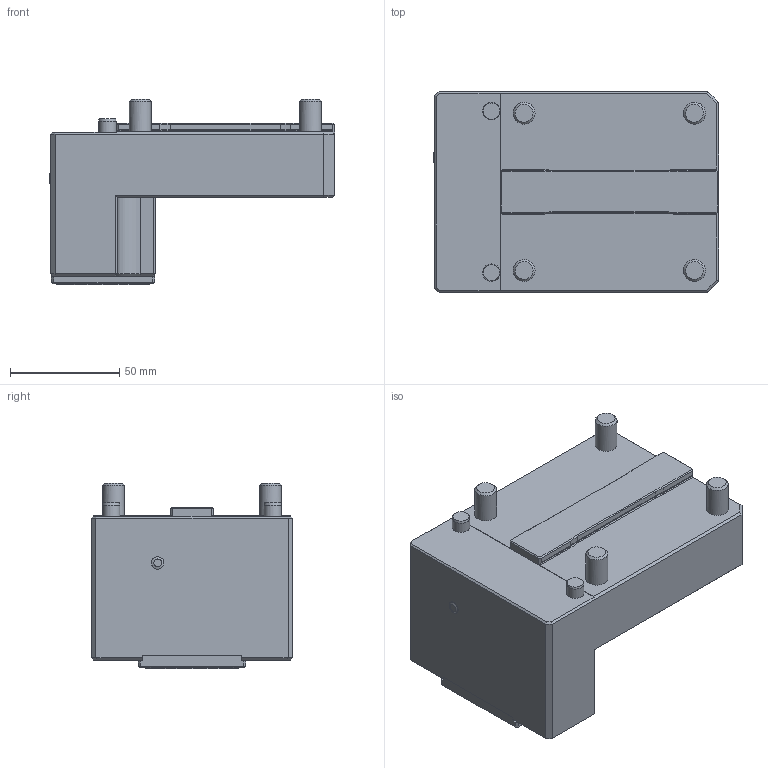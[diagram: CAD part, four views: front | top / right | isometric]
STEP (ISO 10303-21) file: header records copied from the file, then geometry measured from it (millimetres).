
FILE_DESCRIPTION(/* description */ (''),/* implementation_level */ '2;1');
FILE_NAME(/* name */ '1612449794344.stp',/* time_stamp */ '2021-02-04T20:13:33+06:00',/* author */ (''),/* organization */ ('SMS'),/* preprocessor_version */ 'ST-DEVELOPER v16.7',/* originating_system */ 'SIEMENS PLM Software NX 12.0',/* authorisation */ '');
FILE_SCHEMA (('AUTOMOTIVE_DESIGN { 1 0 10303 214 3 1 1 1 }'));
Length unit declared in the file: millimetre
Products named in the file (1): 203358596mod000_00
Bounding box: 130.53 x 92 x 84.96 mm (x, y, z)
Volume: 501155.8 mm3; surface area: 53839.9 mm2
Topology: 1 solids, 1 shells, 192 faces, 471 edges, 292 vertices
Faces by surface type: plane 128, cylinder 30, cone 23, bspline 5, sphere 5, torus 1
Full cylindrical faces by diameter (mm): 2.5 x1, 5.694 x1, 5.994 x1, 7.193 x4, 7.992 x2, 8 x2, 9.99 x4, 39.96 x1
Entity records: 5881 total; most frequent: CARTESIAN_POINT 1604, DIRECTION 844, ORIENTED_EDGE 838, EDGE_CURVE 419, LINE 296, VECTOR 296, AXIS2_PLACEMENT_3D 274, VERTEX_POINT 273
